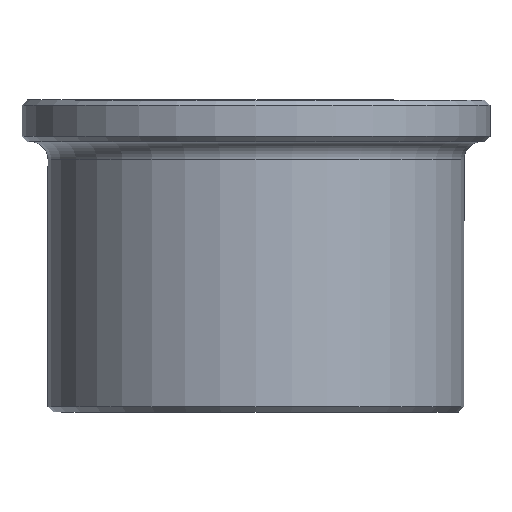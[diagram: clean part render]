
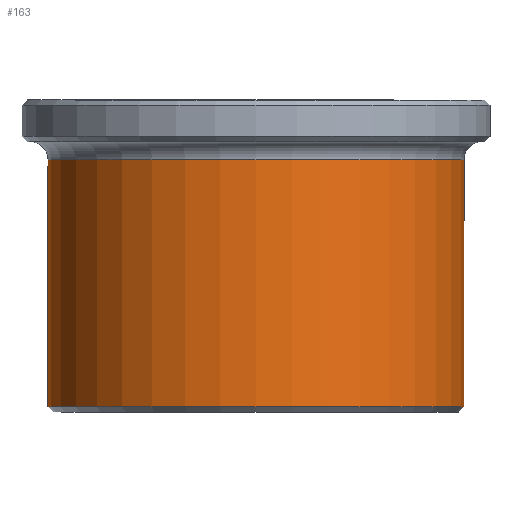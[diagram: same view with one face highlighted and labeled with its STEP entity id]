
A CAD part, front view. The second image highlights one B-rep face of the part: STEP entity #163.
In plain terms, the highlighted cylindrical face has radius 40 mm (diameter 80 mm), a full revolution.
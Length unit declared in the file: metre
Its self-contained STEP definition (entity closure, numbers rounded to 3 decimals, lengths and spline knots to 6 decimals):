
#163=ADVANCED_FACE('',(#199,#200),#201,.T.);
#199=FACE_OUTER_BOUND('',#4996,.T.);
#200=FACE_OUTER_BOUND('',#4997,.T.);
#201=CYLINDRICAL_SURFACE('',#4998,0.04);
#4996=EDGE_LOOP('',(#9824));
#4997=EDGE_LOOP('',(#9825));
#4998=AXIS2_PLACEMENT_3D('',#9826,#9827,#9828);
#9824=ORIENTED_EDGE('',*,*,#9877,.T.);
#9825=ORIENTED_EDGE('',*,*,#9878,.F.);
#9826=CARTESIAN_POINT('',(0.0,0.0,0.));
#9827=DIRECTION('',(0.0,0.,-1.0));
#9828=DIRECTION('',(0.0,1.0,0.));
#9877=EDGE_CURVE('',#9916,#9916,#9917,.T.);
#9878=EDGE_CURVE('',#9918,#9918,#9919,.T.);
#9916=VERTEX_POINT('',#10196);
#9917=CIRCLE('',#10197,0.04);
#9918=VERTEX_POINT('',#10198);
#9919=CIRCLE('',#10199,0.04);
#10196=CARTESIAN_POINT('',(0.0,0.04,0.0485));
#10197=AXIS2_PLACEMENT_3D('',#10243,#10244,#10245);
#10198=CARTESIAN_POINT('',(0.0,0.04,0.001));
#10199=AXIS2_PLACEMENT_3D('',#10246,#10247,#10248);
#10243=CARTESIAN_POINT('',(0.0,0.0,0.0485));
#10244=DIRECTION('',(0.0,0.,-1.0));
#10245=DIRECTION('',(0.0,1.0,0.));
#10246=CARTESIAN_POINT('',(0.0,0.0,0.001));
#10247=DIRECTION('',(0.0,0.,-1.0));
#10248=DIRECTION('',(0.0,1.0,0.));
